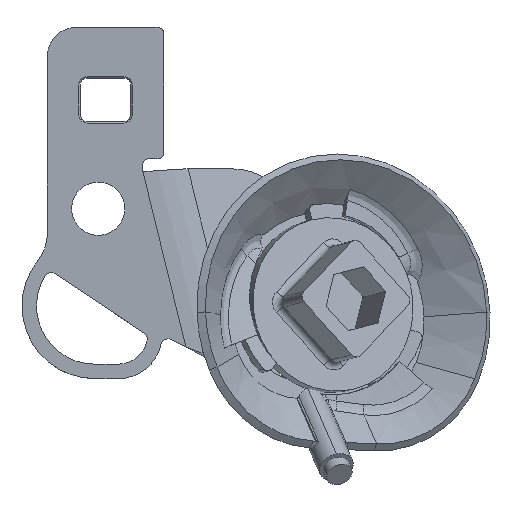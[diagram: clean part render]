
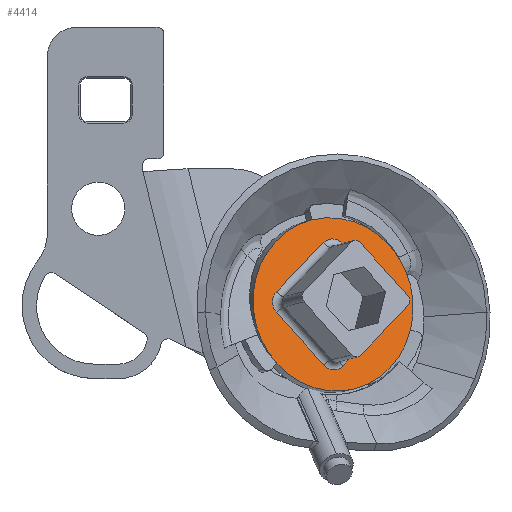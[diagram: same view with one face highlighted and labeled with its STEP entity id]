
A CAD part, top view. The second image highlights one B-rep face of the part: STEP entity #4414.
In plain terms, the highlighted face is planar.
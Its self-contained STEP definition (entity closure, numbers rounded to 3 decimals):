
#98 = CARTESIAN_POINT ( 'NONE',  ( -2.5, 0.55, 3.5 ) ) ;
#432 = CARTESIAN_POINT ( 'NONE',  ( 3.5, 0.55, 0. ) ) ;
#544 = LINE ( 'NONE', #2705, #6515 ) ;
#643 = DIRECTION ( 'NONE',  ( 0., 0., 1. ) ) ;
#654 = VERTEX_POINT ( 'NONE', #6586 ) ;
#742 = CARTESIAN_POINT ( 'NONE',  ( 0., 0.55, 0. ) ) ;
#1190 = CIRCLE ( 'NONE', #8701, 1. ) ;
#1210 = ORIENTED_EDGE ( 'NONE', *, *, #9828, .F. ) ;
#1230 = EDGE_CURVE ( 'NONE', #6519, #6984, #8855, .T. ) ;
#1260 = DIRECTION ( 'NONE',  ( 0., 0., 1. ) ) ;
#1383 = DIRECTION ( 'NONE',  ( 0., 1., 0. ) ) ;
#1426 = VERTEX_POINT ( 'NONE', #9540 ) ;
#1488 = ORIENTED_EDGE ( 'NONE', *, *, #4635, .T. ) ;
#1532 = DIRECTION ( 'NONE',  ( 0., 1., 0. ) ) ;
#1992 = VERTEX_POINT ( 'NONE', #8459 ) ;
#2012 = DIRECTION ( 'NONE',  ( 0., 0., 1. ) ) ;
#2102 = DIRECTION ( 'NONE',  ( 0., 1., 0. ) ) ;
#2437 = DIRECTION ( 'NONE',  ( 0., 0., 1. ) ) ;
#2478 = ORIENTED_EDGE ( 'NONE', *, *, #6118, .T. ) ;
#2502 = CIRCLE ( 'NONE', #8557, 1. ) ;
#2512 = VERTEX_POINT ( 'NONE', #3359 ) ;
#2556 = CIRCLE ( 'NONE', #6047, 1. ) ;
#2601 = ORIENTED_EDGE ( 'NONE', *, *, #3491, .T. ) ;
#2705 = CARTESIAN_POINT ( 'NONE',  ( 0., 0.55, -3.5 ) ) ;
#2766 = DIRECTION ( 'NONE',  ( 0., 1., 0. ) ) ;
#2872 = PLANE ( 'NONE',  #4644 ) ;
#2911 = CARTESIAN_POINT ( 'NONE',  ( 0., 0.55, 0. ) ) ;
#3109 = CARTESIAN_POINT ( 'NONE',  ( -2.5, 0.55, -3.5 ) ) ;
#3160 = CARTESIAN_POINT ( 'NONE',  ( -3.5, 0.55, -2.5 ) ) ;
#3175 = VERTEX_POINT ( 'NONE', #3550 ) ;
#3196 = ORIENTED_EDGE ( 'NONE', *, *, #8450, .F. ) ;
#3252 = DIRECTION ( 'NONE',  ( 0., 1., 0. ) ) ;
#3359 = CARTESIAN_POINT ( 'NONE',  ( 0., 0.55, -6. ) ) ;
#3464 = VERTEX_POINT ( 'NONE', #5550 ) ;
#3491 = EDGE_CURVE ( 'NONE', #3464, #4517, #6503, .T. ) ;
#3532 = EDGE_LOOP ( 'NONE', ( #5967, #1488, #7621, #4623 ) ) ;
#3550 = CARTESIAN_POINT ( 'NONE',  ( 3.5, 0.55, -2.5 ) ) ;
#3601 = DIRECTION ( 'NONE',  ( 0., 1., 0. ) ) ;
#3688 = DIRECTION ( 'NONE',  ( -1., 0., 0. ) ) ;
#3744 = ORIENTED_EDGE ( 'NONE', *, *, #8012, .T. ) ;
#3751 = EDGE_CURVE ( 'NONE', #2512, #1426, #6384, .T. ) ;
#4414 = ADVANCED_FACE ( 'NONE', ( #9762, #6616 ), #2872, .T. ) ;
#4466 = AXIS2_PLACEMENT_3D ( 'NONE', #2911, #2766, #8051 ) ;
#4517 = VERTEX_POINT ( 'NONE', #3160 ) ;
#4542 = LINE ( 'NONE', #6142, #4703 ) ;
#4554 = CARTESIAN_POINT ( 'NONE',  ( 5.196, 0.55, -3. ) ) ;
#4604 = ORIENTED_EDGE ( 'NONE', *, *, #5426, .F. ) ;
#4620 = AXIS2_PLACEMENT_3D ( 'NONE', #6270, #1532, #2437 ) ;
#4623 = ORIENTED_EDGE ( 'NONE', *, *, #4688, .T. ) ;
#4635 = EDGE_CURVE ( 'NONE', #6984, #2512, #7521, .T. ) ;
#4644 = AXIS2_PLACEMENT_3D ( 'NONE', #8967, #5904, #5155 ) ;
#4647 = DIRECTION ( 'NONE',  ( 0., 0., 1. ) ) ;
#4688 = EDGE_CURVE ( 'NONE', #1426, #6519, #9615, .T. ) ;
#4703 = VECTOR ( 'NONE', #3688, 1000. ) ;
#4740 = CARTESIAN_POINT ( 'NONE',  ( 2.5, 0.55, 2.5 ) ) ;
#4744 = ORIENTED_EDGE ( 'NONE', *, *, #7380, .T. ) ;
#4816 = CARTESIAN_POINT ( 'NONE',  ( -2.5, 0.55, -2.5 ) ) ;
#4911 = AXIS2_PLACEMENT_3D ( 'NONE', #4816, #9476, #7817 ) ;
#5155 = DIRECTION ( 'NONE',  ( 0., 0., 1. ) ) ;
#5159 = CARTESIAN_POINT ( 'NONE',  ( -2.5, 0.55, 2.5 ) ) ;
#5367 = CARTESIAN_POINT ( 'NONE',  ( 0., 0.55, 6. ) ) ;
#5426 = EDGE_CURVE ( 'NONE', #3464, #9329, #1190, .T. ) ;
#5530 = ORIENTED_EDGE ( 'NONE', *, *, #7516, .F. ) ;
#5550 = CARTESIAN_POINT ( 'NONE',  ( -3.5, 0.55, 2.5 ) ) ;
#5741 = DIRECTION ( 'NONE',  ( 0., 0., -1. ) ) ;
#5811 = AXIS2_PLACEMENT_3D ( 'NONE', #742, #2102, #643 ) ;
#5832 = CARTESIAN_POINT ( 'NONE',  ( 3.5, 0.55, 2.5 ) ) ;
#5904 = DIRECTION ( 'NONE',  ( 0., 1., 0. ) ) ;
#5967 = ORIENTED_EDGE ( 'NONE', *, *, #1230, .T. ) ;
#6047 = AXIS2_PLACEMENT_3D ( 'NONE', #8865, #8060, #2012 ) ;
#6114 = VERTEX_POINT ( 'NONE', #5832 ) ;
#6118 = EDGE_CURVE ( 'NONE', #7374, #1992, #544, .T. ) ;
#6142 = CARTESIAN_POINT ( 'NONE',  ( 0., 0.55, 3.5 ) ) ;
#6270 = CARTESIAN_POINT ( 'NONE',  ( 0., 0.55, 0. ) ) ;
#6384 = CIRCLE ( 'NONE', #4620, 6. ) ;
#6489 = DIRECTION ( 'NONE',  ( 0., 0., 1. ) ) ;
#6503 = LINE ( 'NONE', #7200, #9564 ) ;
#6515 = VECTOR ( 'NONE', #7334, 1000. ) ;
#6519 = VERTEX_POINT ( 'NONE', #5367 ) ;
#6586 = CARTESIAN_POINT ( 'NONE',  ( 2.5, 0.55, 3.5 ) ) ;
#6616 = FACE_BOUND ( 'NONE', #8218, .T. ) ;
#6728 = AXIS2_PLACEMENT_3D ( 'NONE', #8194, #1383, #8903 ) ;
#6984 = VERTEX_POINT ( 'NONE', #4554 ) ;
#7200 = CARTESIAN_POINT ( 'NONE',  ( -3.5, 0.55, 0. ) ) ;
#7231 = LINE ( 'NONE', #432, #9084 ) ;
#7334 = DIRECTION ( 'NONE',  ( 1., 0., 0. ) ) ;
#7374 = VERTEX_POINT ( 'NONE', #3109 ) ;
#7380 = EDGE_CURVE ( 'NONE', #654, #9329, #4542, .T. ) ;
#7516 = EDGE_CURVE ( 'NONE', #654, #6114, #2502, .T. ) ;
#7521 = CIRCLE ( 'NONE', #6728, 6. ) ;
#7621 = ORIENTED_EDGE ( 'NONE', *, *, #3751, .T. ) ;
#7817 = DIRECTION ( 'NONE',  ( 0., 0., 1. ) ) ;
#8012 = EDGE_CURVE ( 'NONE', #3175, #6114, #7231, .T. ) ;
#8051 = DIRECTION ( 'NONE',  ( 0., 0., 1. ) ) ;
#8060 = DIRECTION ( 'NONE',  ( 0., 1., 0. ) ) ;
#8194 = CARTESIAN_POINT ( 'NONE',  ( 0., 0.55, 0. ) ) ;
#8218 = EDGE_LOOP ( 'NONE', ( #4604, #2601, #1210, #2478, #3196, #3744, #5530, #4744 ) ) ;
#8450 = EDGE_CURVE ( 'NONE', #3175, #1992, #2556, .T. ) ;
#8459 = CARTESIAN_POINT ( 'NONE',  ( 2.5, 0.55, -3.5 ) ) ;
#8557 = AXIS2_PLACEMENT_3D ( 'NONE', #4740, #3252, #4647 ) ;
#8701 = AXIS2_PLACEMENT_3D ( 'NONE', #5159, #3601, #1260 ) ;
#8855 = CIRCLE ( 'NONE', #5811, 6. ) ;
#8865 = CARTESIAN_POINT ( 'NONE',  ( 2.5, 0.55, -2.5 ) ) ;
#8903 = DIRECTION ( 'NONE',  ( 0., 0., 1. ) ) ;
#8967 = CARTESIAN_POINT ( 'NONE',  ( 0., 0.55, 0. ) ) ;
#9084 = VECTOR ( 'NONE', #6489, 1000. ) ;
#9242 = CIRCLE ( 'NONE', #4911, 1. ) ;
#9329 = VERTEX_POINT ( 'NONE', #98 ) ;
#9476 = DIRECTION ( 'NONE',  ( 0., 1., 0. ) ) ;
#9540 = CARTESIAN_POINT ( 'NONE',  ( -5.196, 0.55, -3. ) ) ;
#9564 = VECTOR ( 'NONE', #5741, 1000. ) ;
#9615 = CIRCLE ( 'NONE', #4466, 6. ) ;
#9762 = FACE_OUTER_BOUND ( 'NONE', #3532, .T. ) ;
#9828 = EDGE_CURVE ( 'NONE', #7374, #4517, #9242, .T. ) ;
